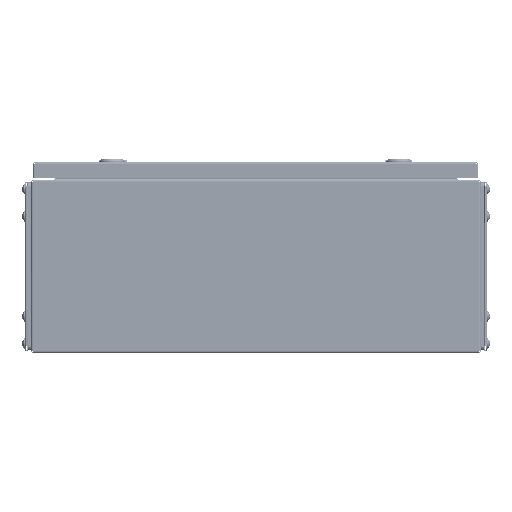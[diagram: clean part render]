
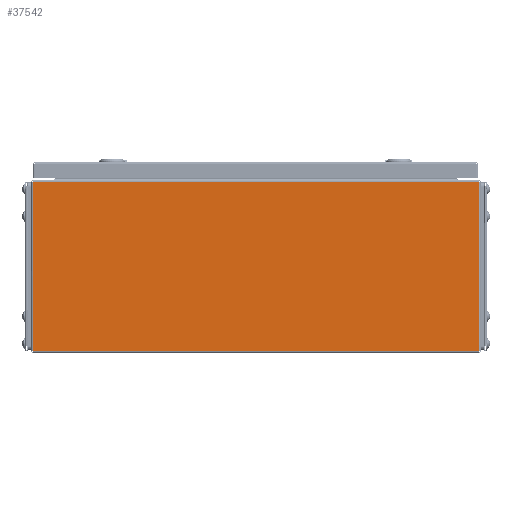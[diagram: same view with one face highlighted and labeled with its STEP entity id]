
A CAD part, left-side view. The second image highlights one B-rep face of the part: STEP entity #37542.
In plain terms, the highlighted planar face has unit normal (-1, 0, 0).
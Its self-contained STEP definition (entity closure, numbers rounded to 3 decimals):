
#5836 = CARTESIAN_POINT ( 'NONE',  ( -300., 245.5, 1. ) ) ;
#10226 = CARTESIAN_POINT ( 'NONE',  ( -300., 245.5, 187.5 ) ) ;
#11371 = VERTEX_POINT ( 'NONE', #10226 ) ;
#16452 = EDGE_CURVE ( 'NONE', #11371, #63482, #38781, .T. ) ;
#18813 = VERTEX_POINT ( 'NONE', #38289 ) ;
#18963 = LINE ( 'NONE', #83325, #73938 ) ;
#19747 = PLANE ( 'NONE',  #46409 ) ;
#22820 = EDGE_CURVE ( 'NONE', #18813, #11371, #18963, .T. ) ;
#23866 = CARTESIAN_POINT ( 'NONE',  ( -300., -245.5, 0. ) ) ;
#24408 = VECTOR ( 'NONE', #29275, 1000. ) ;
#29275 = DIRECTION ( 'NONE',  ( 0., 0., -1. ) ) ;
#30306 = LINE ( 'NONE', #23866, #75531 ) ;
#31402 = DIRECTION ( 'NONE',  ( 0., 1., 0. ) ) ;
#34487 = ORIENTED_EDGE ( 'NONE', *, *, #16452, .T. ) ;
#36057 = VECTOR ( 'NONE', #83990, 1000. ) ;
#37542 = ADVANCED_FACE ( 'NONE', ( #78527 ), #19747, .F. ) ;
#38018 = DIRECTION ( 'NONE',  ( 0., 0., 1. ) ) ;
#38289 = CARTESIAN_POINT ( 'NONE',  ( -300., -245.5, 187.5 ) ) ;
#38781 = LINE ( 'NONE', #41334, #24408 ) ;
#41334 = CARTESIAN_POINT ( 'NONE',  ( -300., 245.5, 0. ) ) ;
#44572 = EDGE_CURVE ( 'NONE', #76023, #18813, #30306, .T. ) ;
#45958 = CARTESIAN_POINT ( 'NONE',  ( -300., 0., 0. ) ) ;
#46409 = AXIS2_PLACEMENT_3D ( 'NONE', #45958, #72131, #59695 ) ;
#57539 = EDGE_LOOP ( 'NONE', ( #75233, #34487, #61990, #70947 ) ) ;
#59695 = DIRECTION ( 'NONE',  ( 0., 0., -1. ) ) ;
#61990 = ORIENTED_EDGE ( 'NONE', *, *, #75715, .F. ) ;
#63482 = VERTEX_POINT ( 'NONE', #5836 ) ;
#64312 = CARTESIAN_POINT ( 'NONE',  ( -300., 245.5, 1. ) ) ;
#65148 = LINE ( 'NONE', #64312, #36057 ) ;
#69807 = CARTESIAN_POINT ( 'NONE',  ( -300., -245.5, 1. ) ) ;
#70947 = ORIENTED_EDGE ( 'NONE', *, *, #44572, .T. ) ;
#72131 = DIRECTION ( 'NONE',  ( 1., 0., 0. ) ) ;
#73938 = VECTOR ( 'NONE', #31402, 1000. ) ;
#75233 = ORIENTED_EDGE ( 'NONE', *, *, #22820, .T. ) ;
#75531 = VECTOR ( 'NONE', #38018, 1000. ) ;
#75715 = EDGE_CURVE ( 'NONE', #76023, #63482, #65148, .T. ) ;
#76023 = VERTEX_POINT ( 'NONE', #69807 ) ;
#78527 = FACE_OUTER_BOUND ( 'NONE', #57539, .T. ) ;
#83325 = CARTESIAN_POINT ( 'NONE',  ( -300., -245.5, 187.5 ) ) ;
#83990 = DIRECTION ( 'NONE',  ( 0., 1., 0. ) ) ;
